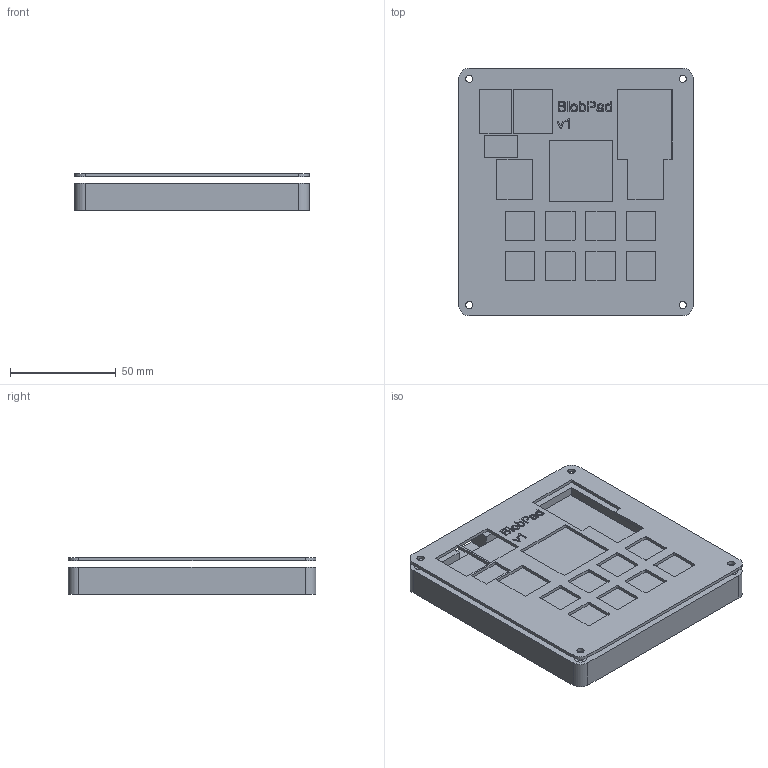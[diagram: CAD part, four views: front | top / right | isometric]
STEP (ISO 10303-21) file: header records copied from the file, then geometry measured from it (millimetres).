
FILE_DESCRIPTION(('HOOPS Exchange Step'),'2;1');
FILE_NAME('temp_export','2025-06-30T17:32:03+17:00',('mobile'),('Shapr3D Limited'),'HOOPS Exchange 2024.8','Shapr3D','Authorized');
FILE_SCHEMA( ('AP242_MANAGED_MODEL_BASED_3D_ENGINEERING_MIM_LF {1 0 10303 442 1 1 4}') );
Length unit declared in the file: millimetre
Products named in the file (3): plate-2025-02-19T11_58_04.000Z; Folder 02; root
Assembly tree (2 placements, depth 2):
  root
    plate-2025-02-19T11_58_04.000Z
    Folder 02
Bounding box: 111 x 117 x 17.5 mm (x, y, z)
Volume: 99026.5 mm3; surface area: 76058.1 mm2
Topology: 8 solids, 8 shells, 254 faces, 701 edges, 478 vertices
Faces by surface type: plane 162, cylinder 56, bspline 36
Full cylindrical faces by diameter (mm): 3.4 x8, 6 x8
Entity records: 9070 total; most frequent: CARTESIAN_POINT 2467, ORIENTED_EDGE 1402, DIRECTION 1221, EDGE_CURVE 701, VECTOR 485, LINE 485, VERTEX_POINT 478, AXIS2_PLACEMENT_3D 368
